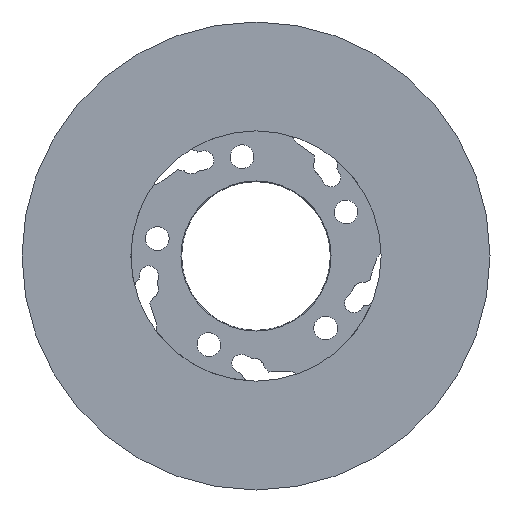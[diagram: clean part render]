
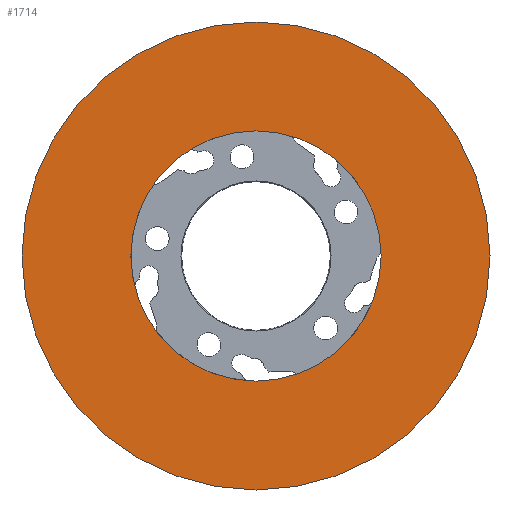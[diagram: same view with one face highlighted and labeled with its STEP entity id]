
A CAD part, left-side view. The second image highlights one B-rep face of the part: STEP entity #1714.
In plain terms, the highlighted planar face has unit normal (-1, 0, 0).
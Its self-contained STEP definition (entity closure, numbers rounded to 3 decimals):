
#77 = CARTESIAN_POINT ( 'NONE',  ( -1.95, 0., 0. ) ) ;
#144 = EDGE_LOOP ( 'NONE', ( #3546, #2697 ) ) ;
#149 = VERTEX_POINT ( 'NONE', #2379 ) ;
#437 = VERTEX_POINT ( 'NONE', #2233 ) ;
#462 = AXIS2_PLACEMENT_3D ( 'NONE', #785, #776, #1069 ) ;
#541 = CARTESIAN_POINT ( 'NONE',  ( -1.95, -31.5, 0. ) ) ;
#586 = CARTESIAN_POINT ( 'NONE',  ( -1.95, 0., -31.5 ) ) ;
#640 = FACE_OUTER_BOUND ( 'NONE', #144, .T. ) ;
#660 = VERTEX_POINT ( 'NONE', #586 ) ;
#776 = DIRECTION ( 'NONE',  ( 1., 0., 0. ) ) ;
#785 = CARTESIAN_POINT ( 'NONE',  ( -1.95, 0., 0. ) ) ;
#828 = FACE_BOUND ( 'NONE', #1337, .T. ) ;
#854 = DIRECTION ( 'NONE',  ( 0., 0., -1. ) ) ;
#984 = DIRECTION ( 'NONE',  ( 0., 0., -1. ) ) ;
#1066 = CARTESIAN_POINT ( 'NONE',  ( -1.95, 0., 0. ) ) ;
#1069 = DIRECTION ( 'NONE',  ( 0., 0., -1. ) ) ;
#1241 = VERTEX_POINT ( 'NONE', #1835 ) ;
#1337 = EDGE_LOOP ( 'NONE', ( #2083, #1666 ) ) ;
#1581 = CIRCLE ( 'NONE', #1664, 31.5 ) ;
#1596 = EDGE_CURVE ( 'NONE', #660, #149, #2007, .T. ) ;
#1664 = AXIS2_PLACEMENT_3D ( 'NONE', #1066, #3499, #1965 ) ;
#1666 = ORIENTED_EDGE ( 'NONE', *, *, #3270, .T. ) ;
#1714 = ADVANCED_FACE ( 'NONE', ( #640, #828 ), #3860, .F. ) ;
#1808 = EDGE_CURVE ( 'NONE', #149, #660, #1581, .T. ) ;
#1835 = CARTESIAN_POINT ( 'NONE',  ( -1.95, 0., 16.844 ) ) ;
#1965 = DIRECTION ( 'NONE',  ( 0., 0., -1. ) ) ;
#2007 = CIRCLE ( 'NONE', #462, 31.5 ) ;
#2021 = AXIS2_PLACEMENT_3D ( 'NONE', #541, #2670, #854 ) ;
#2083 = ORIENTED_EDGE ( 'NONE', *, *, #2278, .T. ) ;
#2215 = DIRECTION ( 'NONE',  ( 0., 0., -1. ) ) ;
#2233 = CARTESIAN_POINT ( 'NONE',  ( -1.95, 0., -16.844 ) ) ;
#2278 = EDGE_CURVE ( 'NONE', #437, #1241, #3907, .T. ) ;
#2379 = CARTESIAN_POINT ( 'NONE',  ( -1.95, 0., 31.5 ) ) ;
#2492 = DIRECTION ( 'NONE',  ( 1., 0., 0. ) ) ;
#2670 = DIRECTION ( 'NONE',  ( 1., 0., 0. ) ) ;
#2697 = ORIENTED_EDGE ( 'NONE', *, *, #1808, .F. ) ;
#3050 = CIRCLE ( 'NONE', #3080, 16.844 ) ;
#3080 = AXIS2_PLACEMENT_3D ( 'NONE', #3146, #3125, #2215 ) ;
#3125 = DIRECTION ( 'NONE',  ( 1., 0., 0. ) ) ;
#3146 = CARTESIAN_POINT ( 'NONE',  ( -1.95, 0., 0. ) ) ;
#3270 = EDGE_CURVE ( 'NONE', #1241, #437, #3050, .T. ) ;
#3371 = AXIS2_PLACEMENT_3D ( 'NONE', #77, #2492, #984 ) ;
#3499 = DIRECTION ( 'NONE',  ( 1., 0., 0. ) ) ;
#3546 = ORIENTED_EDGE ( 'NONE', *, *, #1596, .F. ) ;
#3860 = PLANE ( 'NONE',  #2021 ) ;
#3907 = CIRCLE ( 'NONE', #3371, 16.844 ) ;
